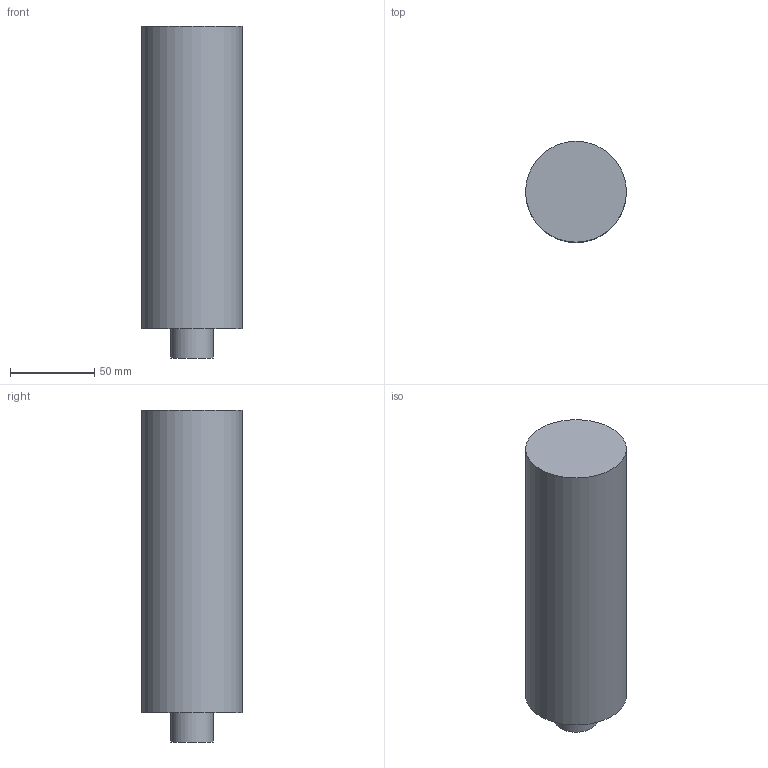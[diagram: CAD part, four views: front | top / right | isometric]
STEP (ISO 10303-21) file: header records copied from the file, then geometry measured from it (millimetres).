
FILE_DESCRIPTION((''),'1');
FILE_NAME('SDF36-SMC1.000DP-60-180.stp','2018-02-01T01:30:07',(''),(''),'Spatial Interop R21 SP3','Kubotek KeyCreator 2011 V10.0.2 (22737)',' ');
FILE_SCHEMA(('automotive_design'));
Length unit declared in the file: millimetre
Products named in the file (1): Unnamed[1]
Bounding box: 60 x 60 x 197.5 mm (x, y, z)
Volume: 517805.4 mm3; surface area: 40980.5 mm2
Topology: 1 solids, 1 shells, 5 faces, 6 edges, 4 vertices
Faces by surface type: plane 3, cylinder 2
Full cylindrical faces by diameter (mm): 25.4 x1, 60 x1
Entity records: 202 total; most frequent: DIRECTION 20, PRESENTATION_STYLE_ASSIGNMENT 16, COLOUR_RGB 16, CARTESIAN_POINT 14, STYLED_ITEM 10, AXIS2_PLACEMENT_3D 10, CURVE_STYLE 10, DRAUGHTING_PRE_DEFINED_CURVE_FONT 10
